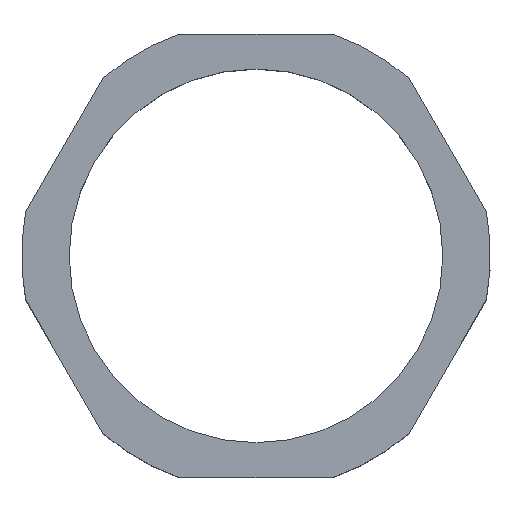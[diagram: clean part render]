
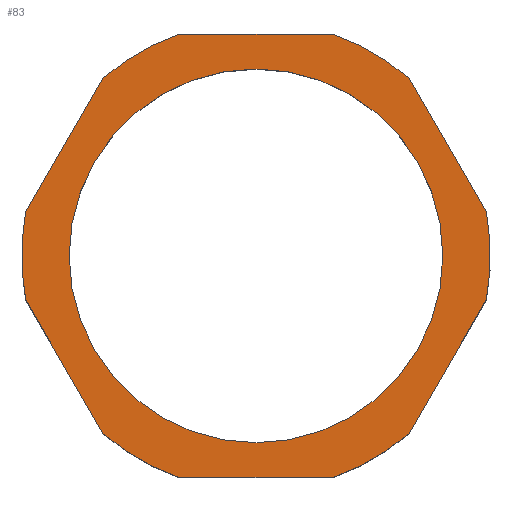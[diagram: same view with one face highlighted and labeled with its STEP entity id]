
A CAD part, top view. The second image highlights one B-rep face of the part: STEP entity #83.
In plain terms, the highlighted planar face has unit normal (0, 0, 1).
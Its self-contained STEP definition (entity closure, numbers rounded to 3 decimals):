
#36=FACE_BOUND('',#154,.T.);
#37=FACE_BOUND('',#155,.T.);
#60=PLANE('',#635);
#83=ADVANCED_FACE('',(#36,#37),#60,.T.);
#154=EDGE_LOOP('',(#328,#329,#330,#331,#332,#333,#334,#335,#336,#337,#338,
#339));
#155=EDGE_LOOP('',(#340));
#208=LINE('',#922,#256);
#209=LINE('',#926,#257);
#210=LINE('',#930,#258);
#211=LINE('',#934,#259);
#212=LINE('',#938,#260);
#213=LINE('',#942,#261);
#256=VECTOR('',#744,1.);
#257=VECTOR('',#747,1.);
#258=VECTOR('',#750,1.);
#259=VECTOR('',#753,1.);
#260=VECTOR('',#756,1.);
#261=VECTOR('',#759,1.);
#328=ORIENTED_EDGE('',*,*,#529,.T.);
#329=ORIENTED_EDGE('',*,*,#530,.T.);
#330=ORIENTED_EDGE('',*,*,#531,.T.);
#331=ORIENTED_EDGE('',*,*,#532,.T.);
#332=ORIENTED_EDGE('',*,*,#533,.T.);
#333=ORIENTED_EDGE('',*,*,#534,.T.);
#334=ORIENTED_EDGE('',*,*,#535,.T.);
#335=ORIENTED_EDGE('',*,*,#536,.T.);
#336=ORIENTED_EDGE('',*,*,#537,.T.);
#337=ORIENTED_EDGE('',*,*,#538,.T.);
#338=ORIENTED_EDGE('',*,*,#539,.T.);
#339=ORIENTED_EDGE('',*,*,#540,.T.);
#340=ORIENTED_EDGE('',*,*,#541,.T.);
#462=VERTEX_POINT('',#920);
#463=VERTEX_POINT('',#921);
#464=VERTEX_POINT('',#923);
#465=VERTEX_POINT('',#925);
#466=VERTEX_POINT('',#927);
#467=VERTEX_POINT('',#929);
#468=VERTEX_POINT('',#931);
#469=VERTEX_POINT('',#933);
#470=VERTEX_POINT('',#935);
#471=VERTEX_POINT('',#937);
#472=VERTEX_POINT('',#939);
#473=VERTEX_POINT('',#941);
#474=VERTEX_POINT('',#944);
#529=EDGE_CURVE('',#462,#463,#584,.T.);
#530=EDGE_CURVE('',#463,#464,#208,.T.);
#531=EDGE_CURVE('',#464,#465,#585,.T.);
#532=EDGE_CURVE('',#465,#466,#209,.T.);
#533=EDGE_CURVE('',#466,#467,#586,.T.);
#534=EDGE_CURVE('',#467,#468,#210,.T.);
#535=EDGE_CURVE('',#468,#469,#587,.T.);
#536=EDGE_CURVE('',#469,#470,#211,.T.);
#537=EDGE_CURVE('',#470,#471,#588,.T.);
#538=EDGE_CURVE('',#471,#472,#212,.T.);
#539=EDGE_CURVE('',#472,#473,#589,.T.);
#540=EDGE_CURVE('',#473,#462,#213,.T.);
#541=EDGE_CURVE('',#474,#474,#590,.T.);
#584=CIRCLE('',#628,9.);
#585=CIRCLE('',#629,9.);
#586=CIRCLE('',#630,9.);
#587=CIRCLE('',#631,9.);
#588=CIRCLE('',#632,9.);
#589=CIRCLE('',#633,9.);
#590=CIRCLE('',#634,7.172);
#628=AXIS2_PLACEMENT_3D('',#919,#742,#743);
#629=AXIS2_PLACEMENT_3D('',#924,#745,#746);
#630=AXIS2_PLACEMENT_3D('',#928,#748,#749);
#631=AXIS2_PLACEMENT_3D('',#932,#751,#752);
#632=AXIS2_PLACEMENT_3D('',#936,#754,#755);
#633=AXIS2_PLACEMENT_3D('',#940,#757,#758);
#634=AXIS2_PLACEMENT_3D('',#943,#760,#761);
#635=AXIS2_PLACEMENT_3D('',#945,#762,#763);
#742=DIRECTION('',(0.,0.,1.));
#743=DIRECTION('',(1.,0.,0.));
#744=DIRECTION('',(-0.5,-0.866,0.));
#745=DIRECTION('',(0.,0.,1.));
#746=DIRECTION('',(1.,0.,0.));
#747=DIRECTION('',(0.5,-0.866,0.));
#748=DIRECTION('',(0.,0.,1.));
#749=DIRECTION('',(1.,0.,0.));
#750=DIRECTION('',(1.,0.,0.));
#751=DIRECTION('',(0.,0.,1.));
#752=DIRECTION('',(1.,0.,0.));
#753=DIRECTION('',(0.5,0.866,0.));
#754=DIRECTION('',(0.,0.,1.));
#755=DIRECTION('',(1.,0.,0.));
#756=DIRECTION('',(-0.5,0.866,0.));
#757=DIRECTION('',(0.,0.,1.));
#758=DIRECTION('',(1.,0.,0.));
#759=DIRECTION('',(-1.,0.,0.));
#760=DIRECTION('',(0.,0.,-1.));
#761=DIRECTION('',(-1.,0.,0.));
#762=DIRECTION('',(0.,0.,1.));
#763=DIRECTION('',(1.,0.,0.));
#919=CARTESIAN_POINT('',(50.,50.,6.));
#920=CARTESIAN_POINT('',(47.042,58.5,6.));
#921=CARTESIAN_POINT('',(44.118,56.812,6.));
#922=CARTESIAN_POINT('',(44.118,56.812,6.));
#923=CARTESIAN_POINT('',(41.16,51.688,6.));
#924=CARTESIAN_POINT('',(50.,50.,6.));
#925=CARTESIAN_POINT('',(41.16,48.312,6.));
#926=CARTESIAN_POINT('',(41.16,48.312,6.));
#927=CARTESIAN_POINT('',(44.118,43.188,6.));
#928=CARTESIAN_POINT('',(50.,50.,6.));
#929=CARTESIAN_POINT('',(47.042,41.5,6.));
#930=CARTESIAN_POINT('',(47.042,41.5,6.));
#931=CARTESIAN_POINT('',(52.958,41.5,6.));
#932=CARTESIAN_POINT('',(50.,50.,6.));
#933=CARTESIAN_POINT('',(55.882,43.188,6.));
#934=CARTESIAN_POINT('',(55.882,43.188,6.));
#935=CARTESIAN_POINT('',(58.84,48.312,6.));
#936=CARTESIAN_POINT('',(50.,50.,6.));
#937=CARTESIAN_POINT('',(58.84,51.688,6.));
#938=CARTESIAN_POINT('',(58.84,51.688,6.));
#939=CARTESIAN_POINT('',(55.882,56.812,6.));
#940=CARTESIAN_POINT('',(50.,50.,6.));
#941=CARTESIAN_POINT('',(52.958,58.5,6.));
#942=CARTESIAN_POINT('',(52.958,58.5,6.));
#943=CARTESIAN_POINT('',(50.,50.,6.));
#944=CARTESIAN_POINT('',(42.828,50.,6.));
#945=CARTESIAN_POINT('',(50.,50.,6.));
